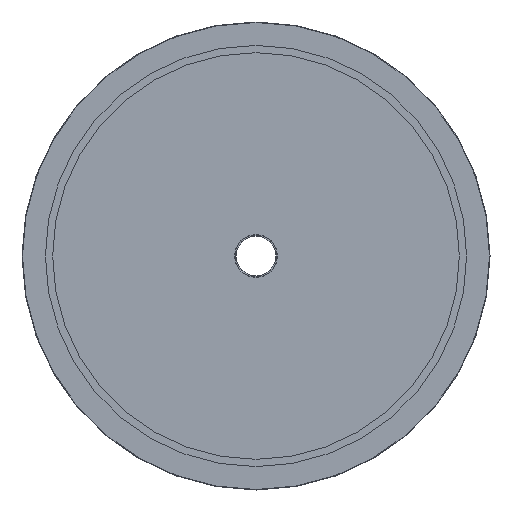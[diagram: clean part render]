
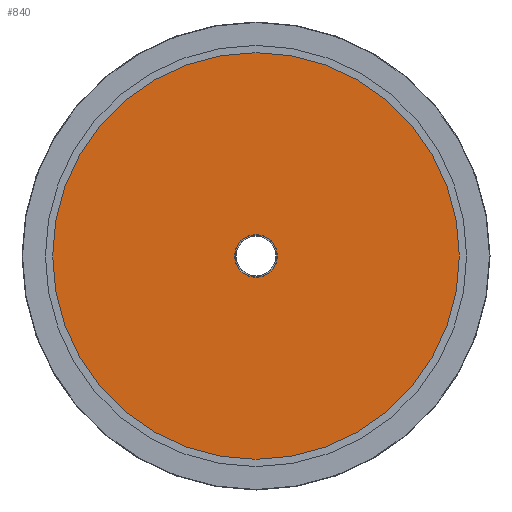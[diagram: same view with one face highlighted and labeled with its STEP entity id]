
A CAD part, front view. The second image highlights one B-rep face of the part: STEP entity #840.
In plain terms, the highlighted planar face has unit normal (0, -1, 0).
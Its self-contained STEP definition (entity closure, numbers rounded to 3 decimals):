
#18 = DIRECTION ( 'NONE',  ( 0., 0., -1. ) ) ;
#39 = FACE_BOUND ( 'NONE', #1065, .T. ) ;
#78 = CIRCLE ( 'NONE', #638, 126. ) ;
#86 = CARTESIAN_POINT ( 'NONE',  ( 0., 0., 126. ) ) ;
#146 = DIRECTION ( 'NONE',  ( 0., -1., 0. ) ) ;
#179 = CIRCLE ( 'NONE', #296, 126. ) ;
#212 = ORIENTED_EDGE ( 'NONE', *, *, #747, .T. ) ;
#286 = EDGE_LOOP ( 'NONE', ( #1406, #212 ) ) ;
#295 = DIRECTION ( 'NONE',  ( 0., 0., 1. ) ) ;
#296 = AXIS2_PLACEMENT_3D ( 'NONE', #1372, #146, #18 ) ;
#350 = ORIENTED_EDGE ( 'NONE', *, *, #717, .T. ) ;
#520 = CARTESIAN_POINT ( 'NONE',  ( 0., 0., 0. ) ) ;
#575 = AXIS2_PLACEMENT_3D ( 'NONE', #832, #1066, #295 ) ;
#578 = AXIS2_PLACEMENT_3D ( 'NONE', #1382, #591, #585 ) ;
#584 = DIRECTION ( 'NONE',  ( 0., 1., 0. ) ) ;
#585 = DIRECTION ( 'NONE',  ( 0., 0., 1. ) ) ;
#591 = DIRECTION ( 'NONE',  ( 0., 1., 0. ) ) ;
#638 = AXIS2_PLACEMENT_3D ( 'NONE', #520, #964, #1090 ) ;
#694 = CARTESIAN_POINT ( 'NONE',  ( 0., 0., 13.2 ) ) ;
#717 = EDGE_CURVE ( 'NONE', #787, #779, #960, .T. ) ;
#747 = EDGE_CURVE ( 'NONE', #1064, #1246, #179, .T. ) ;
#779 = VERTEX_POINT ( 'NONE', #694 ) ;
#783 = AXIS2_PLACEMENT_3D ( 'NONE', #1381, #584, #807 ) ;
#787 = VERTEX_POINT ( 'NONE', #825 ) ;
#807 = DIRECTION ( 'NONE',  ( 0., 0., 1. ) ) ;
#814 = CIRCLE ( 'NONE', #575, 13.2 ) ;
#825 = CARTESIAN_POINT ( 'NONE',  ( 0., 0., -13.2 ) ) ;
#826 = ORIENTED_EDGE ( 'NONE', *, *, #1144, .T. ) ;
#832 = CARTESIAN_POINT ( 'NONE',  ( 0., 0., 0. ) ) ;
#840 = ADVANCED_FACE ( 'NONE', ( #39, #940 ), #1263, .F. ) ;
#940 = FACE_OUTER_BOUND ( 'NONE', #286, .T. ) ;
#960 = CIRCLE ( 'NONE', #783, 13.2 ) ;
#964 = DIRECTION ( 'NONE',  ( 0., -1., 0. ) ) ;
#982 = CARTESIAN_POINT ( 'NONE',  ( 0., 0., -126. ) ) ;
#983 = EDGE_CURVE ( 'NONE', #1246, #1064, #78, .T. ) ;
#1064 = VERTEX_POINT ( 'NONE', #86 ) ;
#1065 = EDGE_LOOP ( 'NONE', ( #350, #826 ) ) ;
#1066 = DIRECTION ( 'NONE',  ( 0., 1., 0. ) ) ;
#1090 = DIRECTION ( 'NONE',  ( 0., 0., -1. ) ) ;
#1144 = EDGE_CURVE ( 'NONE', #779, #787, #814, .T. ) ;
#1246 = VERTEX_POINT ( 'NONE', #982 ) ;
#1263 = PLANE ( 'NONE',  #578 ) ;
#1372 = CARTESIAN_POINT ( 'NONE',  ( 0., 0., 0. ) ) ;
#1381 = CARTESIAN_POINT ( 'NONE',  ( 0., 0., 0. ) ) ;
#1382 = CARTESIAN_POINT ( 'NONE',  ( -126., 0., 0. ) ) ;
#1406 = ORIENTED_EDGE ( 'NONE', *, *, #983, .T. ) ;
